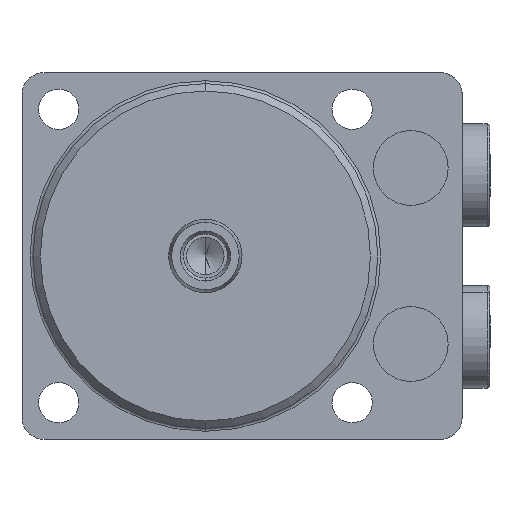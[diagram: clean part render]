
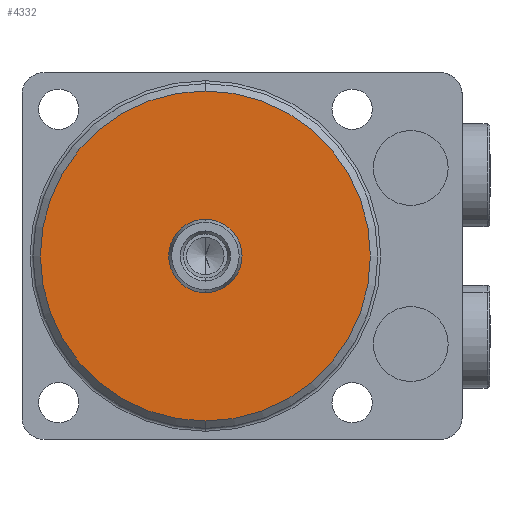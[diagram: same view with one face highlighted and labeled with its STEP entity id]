
A CAD part, front view. The second image highlights one B-rep face of the part: STEP entity #4332.
In plain terms, the highlighted planar face has unit normal (0, -1, 0).
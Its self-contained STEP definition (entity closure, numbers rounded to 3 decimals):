
#3 = ORIENTED_EDGE ( 'NONE', *, *, #5160, .T. ) ;
#9 = ORIENTED_EDGE ( 'NONE', *, *, #5075, .T. ) ;
#873 = FACE_OUTER_BOUND ( 'NONE', #1088, .T. ) ;
#876 = FACE_BOUND ( 'NONE', #1093, .T. ) ;
#1088 = EDGE_LOOP ( 'NONE', ( #1131, #1381 ) ) ;
#1093 = EDGE_LOOP ( 'NONE', ( #3, #9 ) ) ;
#1131 = ORIENTED_EDGE ( 'NONE', *, *, #5161, .T. ) ;
#1381 = ORIENTED_EDGE ( 'NONE', *, *, #5089, .T. ) ;
#1680 = CARTESIAN_POINT ( 'NONE',  ( 0., 0., -22.5 ) ) ;
#1750 = CARTESIAN_POINT ( 'NONE',  ( 0., 0., 22.5 ) ) ;
#2144 = CIRCLE ( 'NONE', #4580, 22.5 ) ;
#2145 = CIRCLE ( 'NONE', #4581, 5. ) ;
#2249 = CIRCLE ( 'NONE', #4652, 22.5 ) ;
#2273 = CIRCLE ( 'NONE', #4663, 5. ) ;
#2863 = CARTESIAN_POINT ( 'NONE',  ( 0., 0., -5. ) ) ;
#2878 = CARTESIAN_POINT ( 'NONE',  ( 0., 0., 5. ) ) ;
#2908 = DIRECTION ( 'NONE',  ( 0., 0., 1. ) ) ;
#2909 = DIRECTION ( 'NONE',  ( 0., 1., 0. ) ) ;
#2911 = PLANE ( 'NONE',  #4841 ) ;
#2917 = CARTESIAN_POINT ( 'NONE',  ( -25., 0., 25. ) ) ;
#3137 = VERTEX_POINT ( 'NONE', #2863 ) ;
#3139 = VERTEX_POINT ( 'NONE', #2878 ) ;
#3185 = DIRECTION ( 'NONE',  ( 0., 0., 1. ) ) ;
#3186 = DIRECTION ( 'NONE',  ( 0., 1., 0. ) ) ;
#3187 = CARTESIAN_POINT ( 'NONE',  ( 0., 0., 0. ) ) ;
#4090 = DIRECTION ( 'NONE',  ( 0., 0., 1. ) ) ;
#4091 = DIRECTION ( 'NONE',  ( 0., -1., 0. ) ) ;
#4093 = CARTESIAN_POINT ( 'NONE',  ( 0., 0., 0. ) ) ;
#4094 = DIRECTION ( 'NONE',  ( 0., 0., 1. ) ) ;
#4095 = DIRECTION ( 'NONE',  ( 0., 1., 0. ) ) ;
#4096 = CARTESIAN_POINT ( 'NONE',  ( 0., 0., 0. ) ) ;
#4195 = CARTESIAN_POINT ( 'NONE',  ( 0., 0., 0. ) ) ;
#4198 = DIRECTION ( 'NONE',  ( 0., -1., 0. ) ) ;
#4200 = DIRECTION ( 'NONE',  ( 0., 0., 1. ) ) ;
#4332 = ADVANCED_FACE ( 'NONE', ( #876, #873 ), #2911, .F. ) ;
#4580 = AXIS2_PLACEMENT_3D ( 'NONE', #4093, #4091, #4090 ) ;
#4581 = AXIS2_PLACEMENT_3D ( 'NONE', #4096, #4095, #4094 ) ;
#4652 = AXIS2_PLACEMENT_3D ( 'NONE', #4195, #4198, #4200 ) ;
#4663 = AXIS2_PLACEMENT_3D ( 'NONE', #3187, #3186, #3185 ) ;
#4841 = AXIS2_PLACEMENT_3D ( 'NONE', #2917, #2909, #2908 ) ;
#5075 = EDGE_CURVE ( 'NONE', #3137, #3139, #2273, .T. ) ;
#5089 = EDGE_CURVE ( 'NONE', #5481, #5698, #2249, .T. ) ;
#5160 = EDGE_CURVE ( 'NONE', #3139, #3137, #2145, .T. ) ;
#5161 = EDGE_CURVE ( 'NONE', #5698, #5481, #2144, .T. ) ;
#5481 = VERTEX_POINT ( 'NONE', #1680 ) ;
#5698 = VERTEX_POINT ( 'NONE', #1750 ) ;
